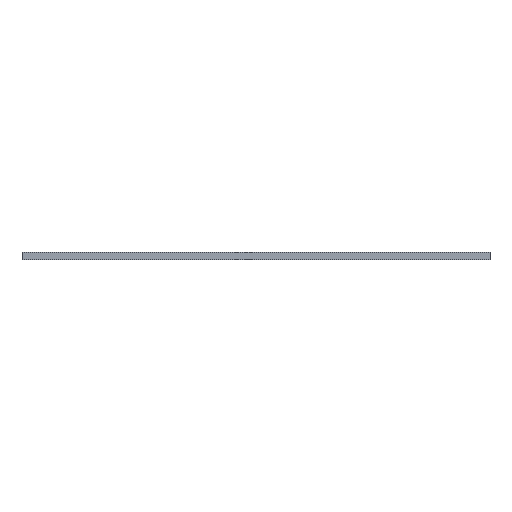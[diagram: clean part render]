
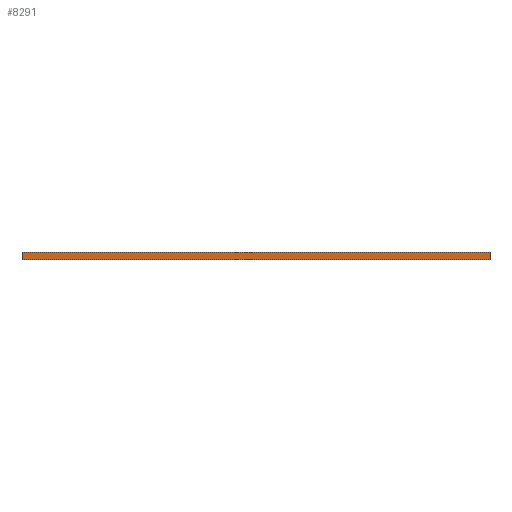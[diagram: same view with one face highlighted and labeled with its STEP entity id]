
A CAD part, front view. The second image highlights one B-rep face of the part: STEP entity #8291.
In plain terms, the highlighted planar face has unit normal (0, -1, 0).
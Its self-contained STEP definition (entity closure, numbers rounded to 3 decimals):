
#84 = PLANE('',#85);
#85 = AXIS2_PLACEMENT_3D('',#86,#87,#88);
#86 = CARTESIAN_POINT('',(47.15,-35.,1.6));
#87 = DIRECTION('',(-0.,-0.,-1.));
#88 = DIRECTION('',(-1.,0.,0.));
#143 = PLANE('',#144);
#144 = AXIS2_PLACEMENT_3D('',#145,#146,#147);
#145 = CARTESIAN_POINT('',(47.15,-35.,0.));
#146 = DIRECTION('',(-0.,-0.,-1.));
#147 = DIRECTION('',(-1.,0.,0.));
#485 = VERTEX_POINT('',#486);
#486 = CARTESIAN_POINT('',(95.,-70.,0.));
#500 = PLANE('',#501);
#501 = AXIS2_PLACEMENT_3D('',#502,#503,#504);
#502 = CARTESIAN_POINT('',(95.,-0.,0.));
#503 = DIRECTION('',(1.,0.,-0.));
#504 = DIRECTION('',(0.,-1.,0.));
#512 = EDGE_CURVE('',#485,#513,#515,.T.);
#513 = VERTEX_POINT('',#514);
#514 = CARTESIAN_POINT('',(0.,-70.,0.));
#515 = SURFACE_CURVE('',#516,(#520,#527),.PCURVE_S1.);
#516 = LINE('',#517,#518);
#517 = CARTESIAN_POINT('',(95.,-70.,0.));
#518 = VECTOR('',#519,1.);
#519 = DIRECTION('',(-1.,0.,0.));
#520 = PCURVE('',#143,#521);
#521 = DEFINITIONAL_REPRESENTATION('',(#522),#526);
#522 = LINE('',#523,#524);
#523 = CARTESIAN_POINT('',(-47.85,-35.));
#524 = VECTOR('',#525,1.);
#525 = DIRECTION('',(1.,0.));
#526 = ( GEOMETRIC_REPRESENTATION_CONTEXT(2) 
PARAMETRIC_REPRESENTATION_CONTEXT() REPRESENTATION_CONTEXT('2D SPACE',''
  ) );
#527 = PCURVE('',#528,#533);
#528 = PLANE('',#529);
#529 = AXIS2_PLACEMENT_3D('',#530,#531,#532);
#530 = CARTESIAN_POINT('',(95.,-70.,0.));
#531 = DIRECTION('',(0.,-1.,0.));
#532 = DIRECTION('',(-1.,0.,0.));
#533 = DEFINITIONAL_REPRESENTATION('',(#534),#538);
#534 = LINE('',#535,#536);
#535 = CARTESIAN_POINT('',(0.,-0.));
#536 = VECTOR('',#537,1.);
#537 = DIRECTION('',(1.,0.));
#538 = ( GEOMETRIC_REPRESENTATION_CONTEXT(2) 
PARAMETRIC_REPRESENTATION_CONTEXT() REPRESENTATION_CONTEXT('2D SPACE',''
  ) );
#556 = PLANE('',#557);
#557 = AXIS2_PLACEMENT_3D('',#558,#559,#560);
#558 = CARTESIAN_POINT('',(0.,-70.,0.));
#559 = DIRECTION('',(-1.,0.,0.));
#560 = DIRECTION('',(0.,1.,0.));
#4677 = VERTEX_POINT('',#4678);
#4678 = CARTESIAN_POINT('',(95.,-70.,1.6));
#4699 = EDGE_CURVE('',#4677,#4700,#4702,.T.);
#4700 = VERTEX_POINT('',#4701);
#4701 = CARTESIAN_POINT('',(0.,-70.,1.6));
#4702 = SURFACE_CURVE('',#4703,(#4707,#4714),.PCURVE_S1.);
#4703 = LINE('',#4704,#4705);
#4704 = CARTESIAN_POINT('',(95.,-70.,1.6));
#4705 = VECTOR('',#4706,1.);
#4706 = DIRECTION('',(-1.,0.,0.));
#4707 = PCURVE('',#84,#4708);
#4708 = DEFINITIONAL_REPRESENTATION('',(#4709),#4713);
#4709 = LINE('',#4710,#4711);
#4710 = CARTESIAN_POINT('',(-47.85,-35.));
#4711 = VECTOR('',#4712,1.);
#4712 = DIRECTION('',(1.,0.));
#4713 = ( GEOMETRIC_REPRESENTATION_CONTEXT(2) 
PARAMETRIC_REPRESENTATION_CONTEXT() REPRESENTATION_CONTEXT('2D SPACE',''
  ) );
#4714 = PCURVE('',#528,#4715);
#4715 = DEFINITIONAL_REPRESENTATION('',(#4716),#4720);
#4716 = LINE('',#4717,#4718);
#4717 = CARTESIAN_POINT('',(0.,-1.6));
#4718 = VECTOR('',#4719,1.);
#4719 = DIRECTION('',(1.,0.));
#4720 = ( GEOMETRIC_REPRESENTATION_CONTEXT(2) 
PARAMETRIC_REPRESENTATION_CONTEXT() REPRESENTATION_CONTEXT('2D SPACE',''
  ) );
#8241 = EDGE_CURVE('',#513,#4700,#8242,.T.);
#8242 = SURFACE_CURVE('',#8243,(#8247,#8254),.PCURVE_S1.);
#8243 = LINE('',#8244,#8245);
#8244 = CARTESIAN_POINT('',(0.,-70.,0.));
#8245 = VECTOR('',#8246,1.);
#8246 = DIRECTION('',(0.,0.,1.));
#8247 = PCURVE('',#556,#8248);
#8248 = DEFINITIONAL_REPRESENTATION('',(#8249),#8253);
#8249 = LINE('',#8250,#8251);
#8250 = CARTESIAN_POINT('',(0.,0.));
#8251 = VECTOR('',#8252,1.);
#8252 = DIRECTION('',(0.,-1.));
#8253 = ( GEOMETRIC_REPRESENTATION_CONTEXT(2) 
PARAMETRIC_REPRESENTATION_CONTEXT() REPRESENTATION_CONTEXT('2D SPACE',''
  ) );
#8254 = PCURVE('',#528,#8255);
#8255 = DEFINITIONAL_REPRESENTATION('',(#8256),#8260);
#8256 = LINE('',#8257,#8258);
#8257 = CARTESIAN_POINT('',(95.,0.));
#8258 = VECTOR('',#8259,1.);
#8259 = DIRECTION('',(0.,-1.));
#8260 = ( GEOMETRIC_REPRESENTATION_CONTEXT(2) 
PARAMETRIC_REPRESENTATION_CONTEXT() REPRESENTATION_CONTEXT('2D SPACE',''
  ) );
#8291 = ADVANCED_FACE('',(#8292),#528,.T.);
#8292 = FACE_BOUND('',#8293,.T.);
#8293 = EDGE_LOOP('',(#8294,#8315,#8316,#8317));
#8294 = ORIENTED_EDGE('',*,*,#8295,.T.);
#8295 = EDGE_CURVE('',#485,#4677,#8296,.T.);
#8296 = SURFACE_CURVE('',#8297,(#8301,#8308),.PCURVE_S1.);
#8297 = LINE('',#8298,#8299);
#8298 = CARTESIAN_POINT('',(95.,-70.,0.));
#8299 = VECTOR('',#8300,1.);
#8300 = DIRECTION('',(0.,0.,1.));
#8301 = PCURVE('',#528,#8302);
#8302 = DEFINITIONAL_REPRESENTATION('',(#8303),#8307);
#8303 = LINE('',#8304,#8305);
#8304 = CARTESIAN_POINT('',(0.,-0.));
#8305 = VECTOR('',#8306,1.);
#8306 = DIRECTION('',(0.,-1.));
#8307 = ( GEOMETRIC_REPRESENTATION_CONTEXT(2) 
PARAMETRIC_REPRESENTATION_CONTEXT() REPRESENTATION_CONTEXT('2D SPACE',''
  ) );
#8308 = PCURVE('',#500,#8309);
#8309 = DEFINITIONAL_REPRESENTATION('',(#8310),#8314);
#8310 = LINE('',#8311,#8312);
#8311 = CARTESIAN_POINT('',(70.,0.));
#8312 = VECTOR('',#8313,1.);
#8313 = DIRECTION('',(0.,-1.));
#8314 = ( GEOMETRIC_REPRESENTATION_CONTEXT(2) 
PARAMETRIC_REPRESENTATION_CONTEXT() REPRESENTATION_CONTEXT('2D SPACE',''
  ) );
#8315 = ORIENTED_EDGE('',*,*,#4699,.T.);
#8316 = ORIENTED_EDGE('',*,*,#8241,.F.);
#8317 = ORIENTED_EDGE('',*,*,#512,.F.);
